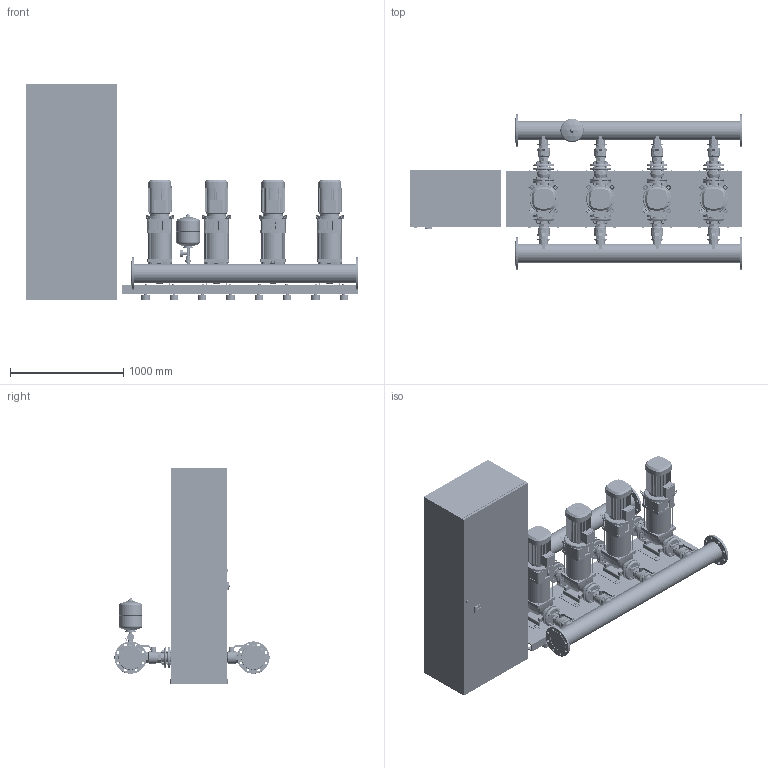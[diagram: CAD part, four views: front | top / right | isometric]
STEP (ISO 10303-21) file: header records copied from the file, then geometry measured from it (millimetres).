
FILE_DESCRIPTION((''),'2;1');
FILE_NAME('3d_COR-4HELIXV3602_K_CC-01-2530640.stp','2016-01-22T13:33:38',(''),(''),'Mechanical Desktop 2009','Mechanical Desktop 2009',', , ');
FILE_SCHEMA(('CONFIG_CONTROL_DESIGN'));
Length unit declared in the file: millimetre
Products named in the file (1): Product
Bounding box: 2930 x 1369 x 1900 mm (x, y, z)
Volume: 1035961592.2 mm3; surface area: 23248654 mm2
Topology: 239 solids, 239 shells, 7318 faces, 18665 edges, 12105 vertices
Faces by surface type: bspline 2732, plane 2608, cylinder 1480, cone 272, torus 224, sphere 2
Entity records: 257150 total; most frequent: CARTESIAN_POINT 83611, ORIENTED_EDGE 37250, DIRECTION 33533, EDGE_CURVE 18625, VERTEX_POINT 12092, AXIS2_PLACEMENT_3D 11237, VECTOR 11059, LINE 11059
